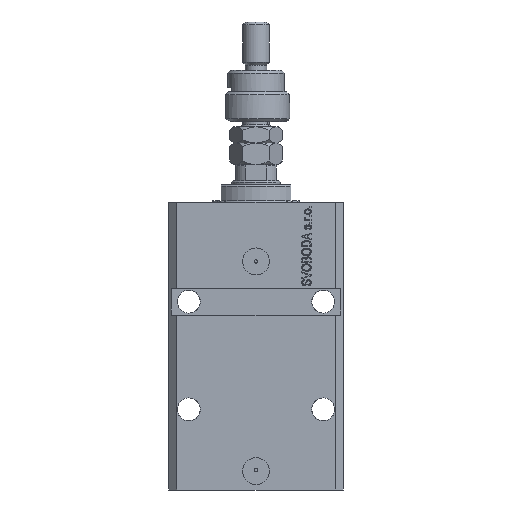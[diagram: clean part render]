
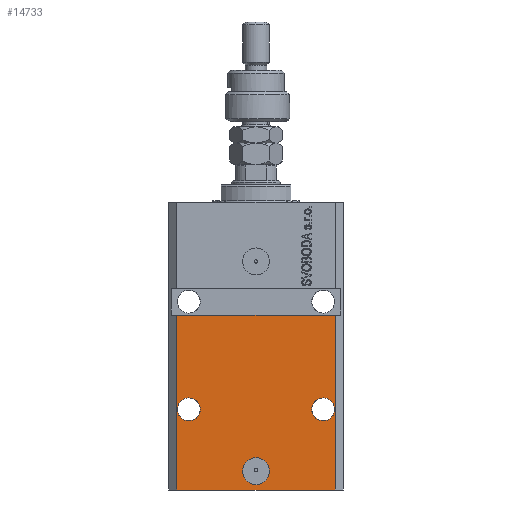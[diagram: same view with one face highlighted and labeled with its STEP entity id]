
A CAD part, front view. The second image highlights one B-rep face of the part: STEP entity #14733.
In plain terms, the highlighted planar face has unit normal (0, -1, 0).
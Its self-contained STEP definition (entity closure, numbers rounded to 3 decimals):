
#60 = VERTEX_POINT ( 'NONE', #44764 ) ;
#610 = ORIENTED_EDGE ( 'NONE', *, *, #44472, .F. ) ;
#733 = VERTEX_POINT ( 'NONE', #6382 ) ;
#1132 = EDGE_CURVE ( 'NONE', #733, #21527, #35200, .T. ) ;
#1250 = CARTESIAN_POINT ( 'NONE',  ( 29.5, -22.5, -107. ) ) ;
#1515 = VECTOR ( 'NONE', #5838, 1000. ) ;
#2233 = VERTEX_POINT ( 'NONE', #40233 ) ;
#2333 = AXIS2_PLACEMENT_3D ( 'NONE', #20819, #46973, #20587 ) ;
#2545 = CARTESIAN_POINT ( 'NONE',  ( 29.5, -22.5, -42. ) ) ;
#2668 = DIRECTION ( 'NONE',  ( 0., -1., 0. ) ) ;
#2947 = EDGE_CURVE ( 'NONE', #33616, #13000, #27137, .T. ) ;
#3387 = FACE_OUTER_BOUND ( 'NONE', #13868, .T. ) ;
#4165 = VECTOR ( 'NONE', #35457, 1000. ) ;
#4601 = DIRECTION ( 'NONE',  ( 1., 0., 0. ) ) ;
#4774 = AXIS2_PLACEMENT_3D ( 'NONE', #29043, #2668, #32472 ) ;
#5377 = CIRCLE ( 'NONE', #29546, 4.25 ) ;
#5464 = CARTESIAN_POINT ( 'NONE',  ( -5., -22.5, -100. ) ) ;
#5838 = DIRECTION ( 'NONE',  ( 1., 0., 0. ) ) ;
#6080 = DIRECTION ( 'NONE',  ( 1., 0., 0. ) ) ;
#6382 = CARTESIAN_POINT ( 'NONE',  ( 5., -22.5, -100. ) ) ;
#6677 = ORIENTED_EDGE ( 'NONE', *, *, #28211, .F. ) ;
#7024 = DIRECTION ( 'NONE',  ( 0., -1., 0. ) ) ;
#7033 = CIRCLE ( 'NONE', #2333, 4.25 ) ;
#7045 = FACE_BOUND ( 'NONE', #32463, .T. ) ;
#8311 = CARTESIAN_POINT ( 'NONE',  ( -29.5, -22.5, -107. ) ) ;
#8794 = CIRCLE ( 'NONE', #23618, 5. ) ;
#9051 = LINE ( 'NONE', #16366, #4165 ) ;
#9256 = ORIENTED_EDGE ( 'NONE', *, *, #35071, .F. ) ;
#10693 = FACE_BOUND ( 'NONE', #41592, .T. ) ;
#11455 = EDGE_LOOP ( 'NONE', ( #38409, #33115 ) ) ;
#12221 = DIRECTION ( 'NONE',  ( 0., -1., 0. ) ) ;
#13000 = VERTEX_POINT ( 'NONE', #2545 ) ;
#13868 = EDGE_LOOP ( 'NONE', ( #25192, #6677, #44787, #45962 ) ) ;
#13912 = VERTEX_POINT ( 'NONE', #20918 ) ;
#14575 = DIRECTION ( 'NONE',  ( -1., 0., 0. ) ) ;
#14733 = ADVANCED_FACE ( 'NONE', ( #10693, #40510, #7045, #3387 ), #18262, .T. ) ;
#14851 = CIRCLE ( 'NONE', #28124, 4.25 ) ;
#15246 = VERTEX_POINT ( 'NONE', #8311 ) ;
#16331 = CARTESIAN_POINT ( 'NONE',  ( -29.5, -22.5, -107. ) ) ;
#16366 = CARTESIAN_POINT ( 'NONE',  ( -32.5, -22.5, -42. ) ) ;
#17075 = VECTOR ( 'NONE', #28735, 1000. ) ;
#17417 = CARTESIAN_POINT ( 'NONE',  ( -29.25, -22.5, -77. ) ) ;
#18262 = PLANE ( 'NONE',  #43331 ) ;
#20052 = CARTESIAN_POINT ( 'NONE',  ( 25., -22.5, -77. ) ) ;
#20289 = DIRECTION ( 'NONE',  ( 1., 0., 0. ) ) ;
#20587 = DIRECTION ( 'NONE',  ( -1., 0., 0. ) ) ;
#20819 = CARTESIAN_POINT ( 'NONE',  ( -25., -22.5, -77. ) ) ;
#20918 = CARTESIAN_POINT ( 'NONE',  ( 29.25, -22.5, -77. ) ) ;
#21527 = VERTEX_POINT ( 'NONE', #5464 ) ;
#21917 = DIRECTION ( 'NONE',  ( 1., 0., 0. ) ) ;
#22402 = DIRECTION ( 'NONE',  ( 0., -1., 0. ) ) ;
#23159 = CARTESIAN_POINT ( 'NONE',  ( 0., -22.5, -100. ) ) ;
#23618 = AXIS2_PLACEMENT_3D ( 'NONE', #23159, #38072, #4601 ) ;
#23923 = LINE ( 'NONE', #16331, #1515 ) ;
#25192 = ORIENTED_EDGE ( 'NONE', *, *, #46131, .F. ) ;
#26492 = ORIENTED_EDGE ( 'NONE', *, *, #1132, .F. ) ;
#26590 = CIRCLE ( 'NONE', #27362, 4.25 ) ;
#26933 = EDGE_CURVE ( 'NONE', #60, #13912, #5377, .T. ) ;
#27137 = LINE ( 'NONE', #1250, #47736 ) ;
#27362 = AXIS2_PLACEMENT_3D ( 'NONE', #43921, #22402, #14575 ) ;
#27701 = EDGE_CURVE ( 'NONE', #15246, #33616, #23923, .T. ) ;
#28124 = AXIS2_PLACEMENT_3D ( 'NONE', #20052, #12221, #20289 ) ;
#28211 = EDGE_CURVE ( 'NONE', #15246, #2233, #46816, .T. ) ;
#28314 = DIRECTION ( 'NONE',  ( 0., -1., 0. ) ) ;
#28496 = VERTEX_POINT ( 'NONE', #17417 ) ;
#28735 = DIRECTION ( 'NONE',  ( 0., 0., 1. ) ) ;
#29043 = CARTESIAN_POINT ( 'NONE',  ( 0., -22.5, -100. ) ) ;
#29546 = AXIS2_PLACEMENT_3D ( 'NONE', #48297, #7024, #21917 ) ;
#32463 = EDGE_LOOP ( 'NONE', ( #42015, #9256 ) ) ;
#32472 = DIRECTION ( 'NONE',  ( 1., 0., 0. ) ) ;
#33115 = ORIENTED_EDGE ( 'NONE', *, *, #26933, .F. ) ;
#33616 = VERTEX_POINT ( 'NONE', #41486 ) ;
#35071 = EDGE_CURVE ( 'NONE', #28496, #36870, #7033, .T. ) ;
#35200 = CIRCLE ( 'NONE', #4774, 5. ) ;
#35457 = DIRECTION ( 'NONE',  ( 1., 0., 0. ) ) ;
#36870 = VERTEX_POINT ( 'NONE', #40104 ) ;
#38072 = DIRECTION ( 'NONE',  ( 0., -1., 0. ) ) ;
#38409 = ORIENTED_EDGE ( 'NONE', *, *, #39241, .F. ) ;
#39241 = EDGE_CURVE ( 'NONE', #13912, #60, #14851, .T. ) ;
#39847 = EDGE_CURVE ( 'NONE', #36870, #28496, #26590, .T. ) ;
#40104 = CARTESIAN_POINT ( 'NONE',  ( -20.75, -22.5, -77. ) ) ;
#40213 = CARTESIAN_POINT ( 'NONE',  ( -29.5, -22.5, -107. ) ) ;
#40233 = CARTESIAN_POINT ( 'NONE',  ( -29.5, -22.5, -42. ) ) ;
#40510 = FACE_BOUND ( 'NONE', #11455, .T. ) ;
#41486 = CARTESIAN_POINT ( 'NONE',  ( 29.5, -22.5, -107. ) ) ;
#41592 = EDGE_LOOP ( 'NONE', ( #26492, #610 ) ) ;
#42015 = ORIENTED_EDGE ( 'NONE', *, *, #39847, .F. ) ;
#42037 = DIRECTION ( 'NONE',  ( 0., 0., 1. ) ) ;
#43331 = AXIS2_PLACEMENT_3D ( 'NONE', #48082, #28314, #6080 ) ;
#43921 = CARTESIAN_POINT ( 'NONE',  ( -25., -22.5, -77. ) ) ;
#44472 = EDGE_CURVE ( 'NONE', #21527, #733, #8794, .T. ) ;
#44764 = CARTESIAN_POINT ( 'NONE',  ( 20.75, -22.5, -77. ) ) ;
#44787 = ORIENTED_EDGE ( 'NONE', *, *, #27701, .T. ) ;
#45962 = ORIENTED_EDGE ( 'NONE', *, *, #2947, .T. ) ;
#46131 = EDGE_CURVE ( 'NONE', #2233, #13000, #9051, .T. ) ;
#46816 = LINE ( 'NONE', #40213, #17075 ) ;
#46973 = DIRECTION ( 'NONE',  ( 0., -1., 0. ) ) ;
#47736 = VECTOR ( 'NONE', #42037, 1000. ) ;
#48082 = CARTESIAN_POINT ( 'NONE',  ( -29.5, -22.5, -107. ) ) ;
#48297 = CARTESIAN_POINT ( 'NONE',  ( 25., -22.5, -77. ) ) ;
